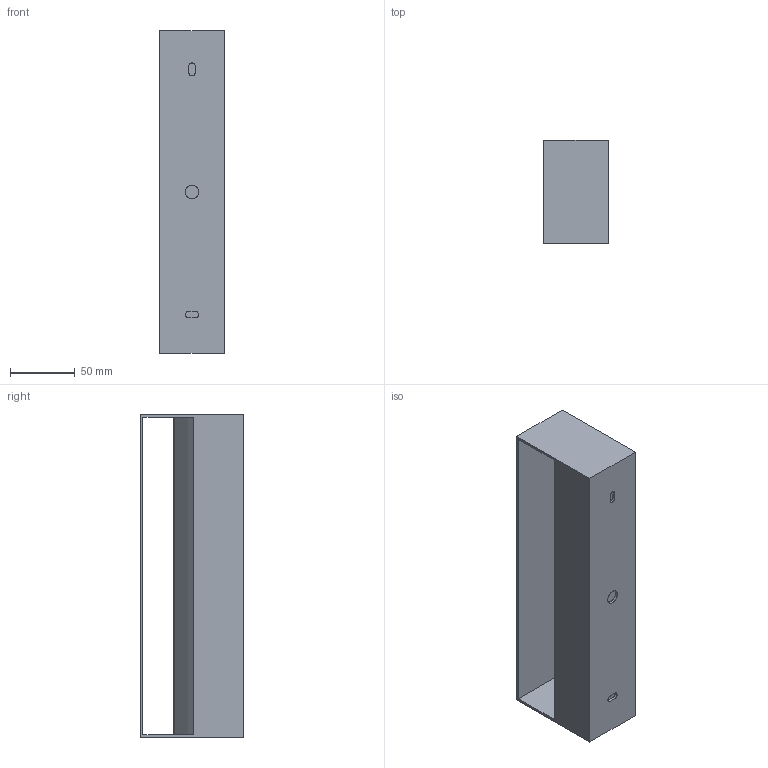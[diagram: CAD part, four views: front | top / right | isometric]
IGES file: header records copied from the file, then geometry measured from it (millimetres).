
Start section: SolidWorks IGES file using analytic representation for surfaces
Global section: file name: 05-2703V1-.IGS; native system: SolidWorks 2016; preprocessor: SolidWorks 2016; author: jrosell; date: 170712.105853; units: millimetre
Bounding box: 50 x 80 x 250 mm (x, y, z)
Surface area: 90672.2 mm2 (no closed solid volume)
Topology: 0 solids, 0 shells, 34 faces, 366 edges, 366 vertices
Faces by surface type: bspline 26, revolution 8
